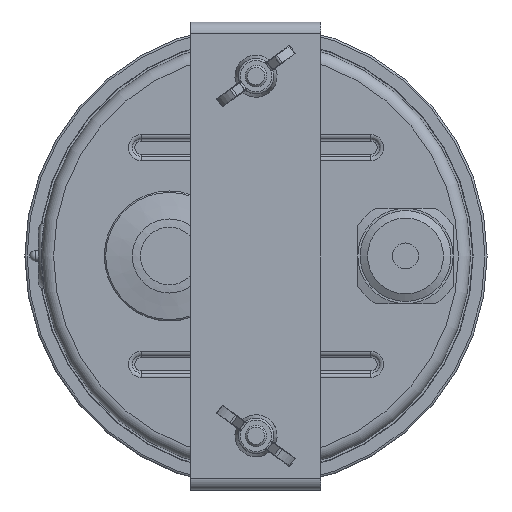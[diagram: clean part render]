
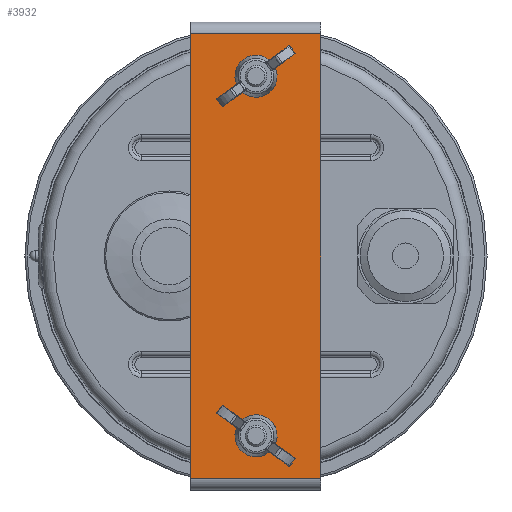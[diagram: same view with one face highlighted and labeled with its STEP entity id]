
A CAD part, front view. The second image highlights one B-rep face of the part: STEP entity #3932.
In plain terms, the highlighted planar face has unit normal (0, -1, 0).
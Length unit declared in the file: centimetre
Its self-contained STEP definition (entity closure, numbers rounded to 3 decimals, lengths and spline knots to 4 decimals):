
#286=FACE_BOUND('',#935,.T.);
#287=FACE_BOUND('',#936,.T.);
#337=LINE('',#6090,#507);
#338=LINE('',#6092,#508);
#339=LINE('',#6094,#509);
#340=LINE('',#6095,#510);
#341=LINE('',#6098,#511);
#342=LINE('',#6100,#512);
#343=LINE('',#6102,#513);
#344=LINE('',#6106,#514);
#345=LINE('',#6108,#515);
#346=LINE('',#6110,#516);
#347=LINE('',#6114,#517);
#348=LINE('',#6116,#518);
#349=LINE('',#6118,#519);
#350=LINE('',#6122,#520);
#351=LINE('',#6124,#521);
#352=LINE('',#6126,#522);
#507=VECTOR('',#4771,10.26);
#508=VECTOR('',#4772,3.);
#509=VECTOR('',#4773,10.26);
#510=VECTOR('',#4774,3.);
#511=VECTOR('',#4775,0.0564);
#512=VECTOR('',#4776,0.21);
#513=VECTOR('',#4777,0.0564);
#514=VECTOR('',#4780,0.0564);
#515=VECTOR('',#4781,0.21);
#516=VECTOR('',#4782,0.0564);
#517=VECTOR('',#4785,0.0564);
#518=VECTOR('',#4786,0.21);
#519=VECTOR('',#4787,0.0564);
#520=VECTOR('',#4790,0.0564);
#521=VECTOR('',#4791,0.21);
#522=VECTOR('',#4792,0.0564);
#678=FACE_OUTER_BOUND('',#934,.T.);
#934=EDGE_LOOP('',(#2491,#2492,#2493,#2494));
#935=EDGE_LOOP('',(#2495,#2496,#2497,#2498,#2499,#2500,#2501,#2502));
#936=EDGE_LOOP('',(#2503,#2504,#2505,#2506,#2507,#2508,#2509,#2510));
#1241=CIRCLE('',#4192,0.436);
#1242=CIRCLE('',#4193,0.436);
#1243=CIRCLE('',#4194,0.436);
#1244=CIRCLE('',#4195,0.436);
#1566=VERTEX_POINT('',#6088);
#1567=VERTEX_POINT('',#6089);
#1568=VERTEX_POINT('',#6091);
#1569=VERTEX_POINT('',#6093);
#1570=VERTEX_POINT('',#6096);
#1571=VERTEX_POINT('',#6097);
#1572=VERTEX_POINT('',#6099);
#1573=VERTEX_POINT('',#6101);
#1574=VERTEX_POINT('',#6103);
#1575=VERTEX_POINT('',#6105);
#1576=VERTEX_POINT('',#6107);
#1577=VERTEX_POINT('',#6109);
#1578=VERTEX_POINT('',#6112);
#1579=VERTEX_POINT('',#6113);
#1580=VERTEX_POINT('',#6115);
#1581=VERTEX_POINT('',#6117);
#1582=VERTEX_POINT('',#6119);
#1583=VERTEX_POINT('',#6121);
#1584=VERTEX_POINT('',#6123);
#1585=VERTEX_POINT('',#6125);
#1926=EDGE_CURVE('',#1566,#1567,#337,.T.);
#1927=EDGE_CURVE('',#1568,#1567,#338,.T.);
#1928=EDGE_CURVE('',#1568,#1569,#339,.T.);
#1929=EDGE_CURVE('',#1569,#1566,#340,.T.);
#1930=EDGE_CURVE('',#1570,#1571,#341,.T.);
#1931=EDGE_CURVE('',#1572,#1570,#342,.T.);
#1932=EDGE_CURVE('',#1573,#1572,#343,.T.);
#1933=EDGE_CURVE('',#1573,#1574,#1241,.T.);
#1934=EDGE_CURVE('',#1575,#1574,#344,.T.);
#1935=EDGE_CURVE('',#1576,#1575,#345,.T.);
#1936=EDGE_CURVE('',#1577,#1576,#346,.T.);
#1937=EDGE_CURVE('',#1577,#1571,#1242,.T.);
#1938=EDGE_CURVE('',#1578,#1579,#347,.T.);
#1939=EDGE_CURVE('',#1580,#1578,#348,.T.);
#1940=EDGE_CURVE('',#1581,#1580,#349,.T.);
#1941=EDGE_CURVE('',#1581,#1582,#1243,.T.);
#1942=EDGE_CURVE('',#1583,#1582,#350,.T.);
#1943=EDGE_CURVE('',#1584,#1583,#351,.T.);
#1944=EDGE_CURVE('',#1585,#1584,#352,.T.);
#1945=EDGE_CURVE('',#1585,#1579,#1244,.T.);
#2491=ORIENTED_EDGE('',*,*,#1926,.T.);
#2492=ORIENTED_EDGE('',*,*,#1927,.F.);
#2493=ORIENTED_EDGE('',*,*,#1928,.T.);
#2494=ORIENTED_EDGE('',*,*,#1929,.T.);
#2495=ORIENTED_EDGE('',*,*,#1930,.F.);
#2496=ORIENTED_EDGE('',*,*,#1931,.F.);
#2497=ORIENTED_EDGE('',*,*,#1932,.F.);
#2498=ORIENTED_EDGE('',*,*,#1933,.T.);
#2499=ORIENTED_EDGE('',*,*,#1934,.F.);
#2500=ORIENTED_EDGE('',*,*,#1935,.F.);
#2501=ORIENTED_EDGE('',*,*,#1936,.F.);
#2502=ORIENTED_EDGE('',*,*,#1937,.T.);
#2503=ORIENTED_EDGE('',*,*,#1938,.F.);
#2504=ORIENTED_EDGE('',*,*,#1939,.F.);
#2505=ORIENTED_EDGE('',*,*,#1940,.F.);
#2506=ORIENTED_EDGE('',*,*,#1941,.T.);
#2507=ORIENTED_EDGE('',*,*,#1942,.F.);
#2508=ORIENTED_EDGE('',*,*,#1943,.F.);
#2509=ORIENTED_EDGE('',*,*,#1944,.F.);
#2510=ORIENTED_EDGE('',*,*,#1945,.T.);
#3621=PLANE('',#4191);
#3932=ADVANCED_FACE('',(#678,#286,#287),#3621,.F.);
#4191=AXIS2_PLACEMENT_3D('',#6087,#4769,#4770);
#4192=AXIS2_PLACEMENT_3D('',#6104,#4778,#4779);
#4193=AXIS2_PLACEMENT_3D('',#6111,#4783,#4784);
#4194=AXIS2_PLACEMENT_3D('',#6120,#4788,#4789);
#4195=AXIS2_PLACEMENT_3D('',#6127,#4793,#4794);
#4769=DIRECTION('center_axis',(0.,1.,0.));
#4770=DIRECTION('ref_axis',(0.,0.,1.));
#4771=DIRECTION('',(0.,0.,1.));
#4772=DIRECTION('',(1.,0.,0.));
#4773=DIRECTION('',(0.,0.,-1.));
#4774=DIRECTION('',(1.,0.,0.));
#4775=DIRECTION('',(0.807,0.,0.591));
#4776=DIRECTION('',(0.591,0.,-0.807));
#4777=DIRECTION('',(-0.807,0.,-0.591));
#4778=DIRECTION('center_axis',(0.,1.,0.));
#4779=DIRECTION('ref_axis',(-0.591,0.,0.807));
#4780=DIRECTION('',(-0.807,0.,-0.591));
#4781=DIRECTION('',(-0.591,0.,0.807));
#4782=DIRECTION('',(0.807,0.,0.591));
#4783=DIRECTION('center_axis',(0.,1.,0.));
#4784=DIRECTION('ref_axis',(-0.591,0.,0.807));
#4785=DIRECTION('',(-0.807,0.,0.59));
#4786=DIRECTION('',(0.59,0.,0.807));
#4787=DIRECTION('',(0.807,0.,-0.59));
#4788=DIRECTION('center_axis',(0.,1.,0.));
#4789=DIRECTION('ref_axis',(-0.59,0.,-0.807));
#4790=DIRECTION('',(0.807,0.,-0.59));
#4791=DIRECTION('',(-0.59,0.,-0.807));
#4792=DIRECTION('',(-0.807,0.,0.59));
#4793=DIRECTION('center_axis',(0.,1.,0.));
#4794=DIRECTION('ref_axis',(-0.59,0.,-0.807));
#6087=CARTESIAN_POINT('Origin',(-3.45,2.885,0.));
#6088=CARTESIAN_POINT('',(-1.95,2.885,-5.13));
#6089=CARTESIAN_POINT('',(-1.95,2.885,5.13));
#6090=CARTESIAN_POINT('',(-1.95,2.885,5.13));
#6091=CARTESIAN_POINT('',(-4.95,2.885,5.13));
#6092=CARTESIAN_POINT('',(-3.45,2.885,5.13));
#6093=CARTESIAN_POINT('',(-4.95,2.885,-5.13));
#6094=CARTESIAN_POINT('',(-4.95,2.885,0.));
#6095=CARTESIAN_POINT('',(-3.45,2.885,-5.13));
#6096=CARTESIAN_POINT('',(-3.7747,2.885,3.7818));
#6097=CARTESIAN_POINT('',(-3.7292,2.885,3.8152));
#6098=CARTESIAN_POINT('',(-3.6254,2.885,3.8912));
#6099=CARTESIAN_POINT('',(-3.8988,2.885,3.9512));
#6100=CARTESIAN_POINT('',(-3.8368,2.885,3.8665));
#6101=CARTESIAN_POINT('',(-3.8533,2.885,3.9846));
#6102=CARTESIAN_POINT('',(-3.7496,2.885,4.0606));
#6103=CARTESIAN_POINT('',(-3.1708,2.885,4.4848));
#6104=CARTESIAN_POINT('Origin',(-3.45,2.885,4.15));
#6105=CARTESIAN_POINT('',(-3.1253,2.885,4.5182));
#6106=CARTESIAN_POINT('',(-3.4762,2.885,4.261));
#6107=CARTESIAN_POINT('',(-3.0012,2.885,4.3488));
#6108=CARTESIAN_POINT('',(-3.0632,2.885,4.4335));
#6109=CARTESIAN_POINT('',(-3.0467,2.885,4.3154));
#6110=CARTESIAN_POINT('',(-3.3521,2.885,4.0916));
#6111=CARTESIAN_POINT('Origin',(-3.45,2.885,4.15));
#6112=CARTESIAN_POINT('',(-3.0009,2.885,-4.3482));
#6113=CARTESIAN_POINT('',(-3.0464,2.885,-4.3149));
#6114=CARTESIAN_POINT('',(-3.1503,2.885,-4.239));
#6115=CARTESIAN_POINT('',(-3.1248,2.885,-4.5177));
#6116=CARTESIAN_POINT('',(-3.0629,2.885,-4.433));
#6117=CARTESIAN_POINT('',(-3.1703,2.885,-4.4844));
#6118=CARTESIAN_POINT('',(-3.2742,2.885,-4.4085));
#6119=CARTESIAN_POINT('',(-3.8536,2.885,-3.9851));
#6120=CARTESIAN_POINT('Origin',(-3.45,2.885,-4.15));
#6121=CARTESIAN_POINT('',(-3.8991,2.885,-3.9518));
#6122=CARTESIAN_POINT('',(-3.5479,2.885,-4.2085));
#6123=CARTESIAN_POINT('',(-3.7752,2.885,-3.7823));
#6124=CARTESIAN_POINT('',(-3.8371,2.885,-3.867));
#6125=CARTESIAN_POINT('',(-3.7297,2.885,-3.8156));
#6126=CARTESIAN_POINT('',(-3.4239,2.885,-4.039));
#6127=CARTESIAN_POINT('Origin',(-3.45,2.885,-4.15));
